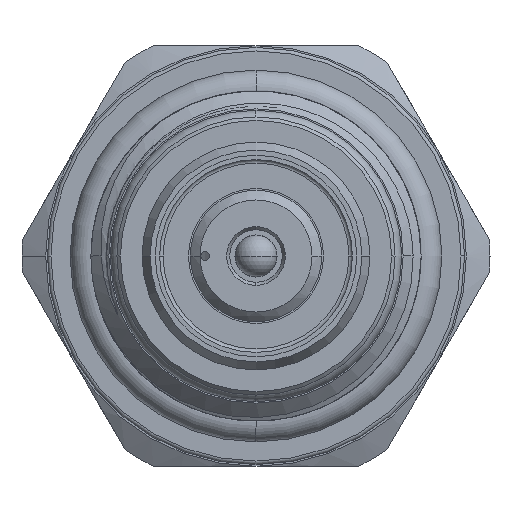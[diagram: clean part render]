
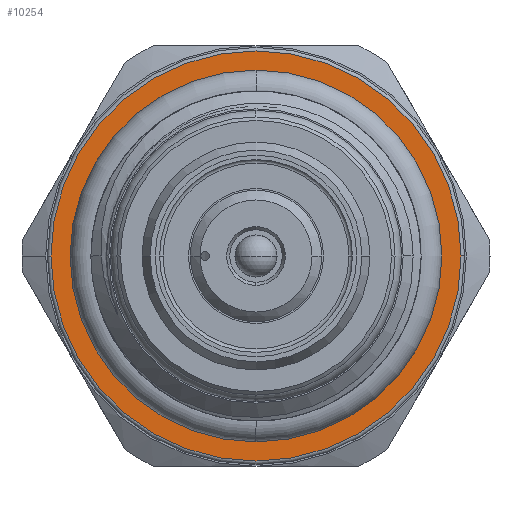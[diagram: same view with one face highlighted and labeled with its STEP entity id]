
A CAD part, left-side view. The second image highlights one B-rep face of the part: STEP entity #10254.
In plain terms, the highlighted planar face has unit normal (-1, 0, 0).
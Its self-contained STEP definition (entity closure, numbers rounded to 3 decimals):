
#3500 = ORIENTED_EDGE ( 'NONE', *, *, #26692, .T. ) ;
#5548 = DIRECTION ( 'NONE',  ( -1., 0., 0. ) ) ;
#5626 = DIRECTION ( 'NONE',  ( 0., 1., 0. ) ) ;
#6717 = EDGE_CURVE ( 'NONE', #23574, #10261, #26601, .T. ) ;
#7928 = CIRCLE ( 'NONE', #41020, 8.895 ) ;
#9465 = DIRECTION ( 'NONE',  ( -1., 0., 0. ) ) ;
#9643 = CARTESIAN_POINT ( 'NONE',  ( 27.5, 0., 0. ) ) ;
#9735 = DIRECTION ( 'NONE',  ( 0., 1., 0. ) ) ;
#10254 = ADVANCED_FACE ( 'NONE', ( #53233, #51271 ), #21278, .F. ) ;
#10261 = VERTEX_POINT ( 'NONE', #33725 ) ;
#11524 = VERTEX_POINT ( 'NONE', #45764 ) ;
#12168 = DIRECTION ( 'NONE',  ( 1., 0., 0. ) ) ;
#12962 = CARTESIAN_POINT ( 'NONE',  ( 27.5, 8.395, 0. ) ) ;
#17448 = CARTESIAN_POINT ( 'NONE',  ( 27.5, 0., 0. ) ) ;
#19004 = DIRECTION ( 'NONE',  ( 1., 0., 0. ) ) ;
#21205 = CARTESIAN_POINT ( 'NONE',  ( 27.5, -11.7, 0. ) ) ;
#21278 = PLANE ( 'NONE',  #43146 ) ;
#23171 = ORIENTED_EDGE ( 'NONE', *, *, #38611, .T. ) ;
#23499 = CARTESIAN_POINT ( 'NONE',  ( 27.5, 0., 0. ) ) ;
#23574 = VERTEX_POINT ( 'NONE', #21205 ) ;
#25230 = CIRCLE ( 'NONE', #31277, 8.895 ) ;
#25461 = CARTESIAN_POINT ( 'NONE',  ( 27.5, 0., 0. ) ) ;
#26601 = CIRCLE ( 'NONE', #43754, 11.7 ) ;
#26692 = EDGE_CURVE ( 'NONE', #11524, #34877, #7928, .T. ) ;
#27060 = ORIENTED_EDGE ( 'NONE', *, *, #51792, .T. ) ;
#30449 = EDGE_LOOP ( 'NONE', ( #23171, #52090 ) ) ;
#31277 = AXIS2_PLACEMENT_3D ( 'NONE', #23499, #19004, #47847 ) ;
#33725 = CARTESIAN_POINT ( 'NONE',  ( 27.5, 11.7, 0. ) ) ;
#34877 = VERTEX_POINT ( 'NONE', #51073 ) ;
#35428 = EDGE_LOOP ( 'NONE', ( #3500, #27060 ) ) ;
#38611 = EDGE_CURVE ( 'NONE', #10261, #23574, #49602, .T. ) ;
#41020 = AXIS2_PLACEMENT_3D ( 'NONE', #17448, #12168, #41754 ) ;
#41754 = DIRECTION ( 'NONE',  ( 0., 1., 0. ) ) ;
#41811 = DIRECTION ( 'NONE',  ( 1., 0., 0. ) ) ;
#43146 = AXIS2_PLACEMENT_3D ( 'NONE', #12962, #41811, #50093 ) ;
#43754 = AXIS2_PLACEMENT_3D ( 'NONE', #9643, #9465, #5626 ) ;
#45764 = CARTESIAN_POINT ( 'NONE',  ( 27.5, 8.895, 0. ) ) ;
#46876 = AXIS2_PLACEMENT_3D ( 'NONE', #25461, #5548, #9735 ) ;
#47847 = DIRECTION ( 'NONE',  ( 0., 1., 0. ) ) ;
#49602 = CIRCLE ( 'NONE', #46876, 11.7 ) ;
#50093 = DIRECTION ( 'NONE',  ( 0., 1., 0. ) ) ;
#51073 = CARTESIAN_POINT ( 'NONE',  ( 27.5, -8.895, 0. ) ) ;
#51271 = FACE_OUTER_BOUND ( 'NONE', #30449, .T. ) ;
#51792 = EDGE_CURVE ( 'NONE', #34877, #11524, #25230, .T. ) ;
#52090 = ORIENTED_EDGE ( 'NONE', *, *, #6717, .T. ) ;
#53233 = FACE_BOUND ( 'NONE', #35428, .T. ) ;
